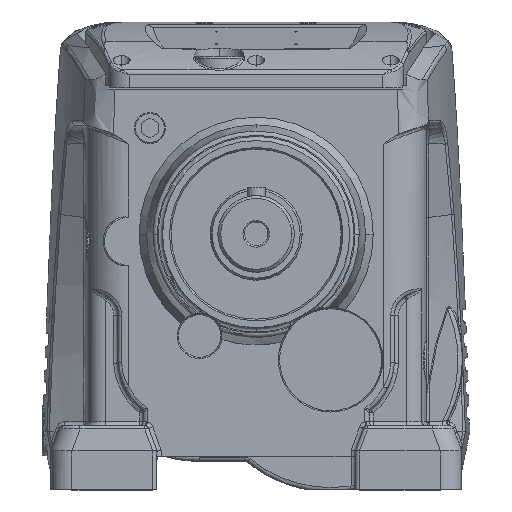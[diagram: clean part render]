
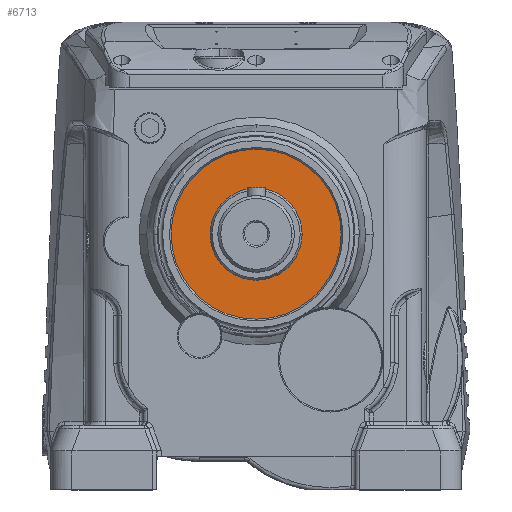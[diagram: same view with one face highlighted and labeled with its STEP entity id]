
A CAD part, top view. The second image highlights one B-rep face of the part: STEP entity #6713.
In plain terms, the highlighted planar face has unit normal (0, 0, 1).
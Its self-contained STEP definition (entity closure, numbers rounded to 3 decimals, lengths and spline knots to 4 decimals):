
#1014 = CARTESIAN_POINT ( 'NONE',  ( 0., 6.2992, 1.9094 ) ) ;
#1551 = CARTESIAN_POINT ( 'NONE',  ( 0., 6.2992, 1.9094 ) ) ;
#3707 = CIRCLE ( 'NONE', #64359, 2.3622 ) ;
#4506 = CARTESIAN_POINT ( 'NONE',  ( 2.3622, 6.2992, 1.9094 ) ) ;
#6241 = EDGE_CURVE ( 'NONE', #50770, #59988, #3707, .T. ) ;
#6713 = ADVANCED_FACE ( 'NONE', ( #11941, #65754 ), #63271, .T. ) ;
#7951 = VERTEX_POINT ( 'NONE', #75024 ) ;
#8623 = DIRECTION ( 'NONE',  ( 1., 0., 0. ) ) ;
#9160 = DIRECTION ( 'NONE',  ( 1., 0., 0. ) ) ;
#9618 = CARTESIAN_POINT ( 'NONE',  ( 0., 6.2992, 1.9094 ) ) ;
#11941 = FACE_OUTER_BOUND ( 'NONE', #25480, .T. ) ;
#15759 = CARTESIAN_POINT ( 'NONE',  ( -2.3622, 6.2992, 1.9094 ) ) ;
#16288 = CIRCLE ( 'NONE', #20088, 2.3622 ) ;
#17156 = DIRECTION ( 'NONE',  ( 1., 0., 0. ) ) ;
#18823 = ORIENTED_EDGE ( 'NONE', *, *, #66457, .T. ) ;
#20088 = AXIS2_PLACEMENT_3D ( 'NONE', #1551, #53484, #9160 ) ;
#20369 = EDGE_CURVE ( 'NONE', #88037, #7951, #36521, .T. ) ;
#21550 = DIRECTION ( 'NONE',  ( 1., 0., 0. ) ) ;
#21861 = DIRECTION ( 'NONE',  ( 0., 0., 1. ) ) ;
#25452 = ORIENTED_EDGE ( 'NONE', *, *, #20369, .T. ) ;
#25480 = EDGE_LOOP ( 'NONE', ( #76924, #79072 ) ) ;
#26199 = CARTESIAN_POINT ( 'NONE',  ( 0., 6.2992, 1.9094 ) ) ;
#30954 = CIRCLE ( 'NONE', #42846, 1.2795 ) ;
#36521 = CIRCLE ( 'NONE', #41514, 1.2795 ) ;
#41514 = AXIS2_PLACEMENT_3D ( 'NONE', #1014, #52959, #8623 ) ;
#42846 = AXIS2_PLACEMENT_3D ( 'NONE', #9618, #61058, #17156 ) ;
#50770 = VERTEX_POINT ( 'NONE', #4506 ) ;
#52959 = DIRECTION ( 'NONE',  ( 0., 0., -1. ) ) ;
#53484 = DIRECTION ( 'NONE',  ( 0., 0., 1. ) ) ;
#59988 = VERTEX_POINT ( 'NONE', #15759 ) ;
#61058 = DIRECTION ( 'NONE',  ( 0., 0., -1. ) ) ;
#61641 = CARTESIAN_POINT ( 'NONE',  ( -1.2795, 6.2992, 1.9094 ) ) ;
#62622 = AXIS2_PLACEMENT_3D ( 'NONE', #63459, #63088, #63071 ) ;
#63071 = DIRECTION ( 'NONE',  ( 1., 0., 0. ) ) ;
#63088 = DIRECTION ( 'NONE',  ( 0., 0., 1. ) ) ;
#63271 = PLANE ( 'NONE',  #62622 ) ;
#63459 = CARTESIAN_POINT ( 'NONE',  ( 0., 0., 1.9094 ) ) ;
#64359 = AXIS2_PLACEMENT_3D ( 'NONE', #26199, #21861, #21550 ) ;
#65754 = FACE_BOUND ( 'NONE', #68209, .T. ) ;
#66457 = EDGE_CURVE ( 'NONE', #7951, #88037, #30954, .T. ) ;
#68209 = EDGE_LOOP ( 'NONE', ( #18823, #25452 ) ) ;
#75024 = CARTESIAN_POINT ( 'NONE',  ( 1.2795, 6.2992, 1.9094 ) ) ;
#76924 = ORIENTED_EDGE ( 'NONE', *, *, #6241, .T. ) ;
#79072 = ORIENTED_EDGE ( 'NONE', *, *, #87051, .T. ) ;
#87051 = EDGE_CURVE ( 'NONE', #59988, #50770, #16288, .T. ) ;
#88037 = VERTEX_POINT ( 'NONE', #61641 ) ;
